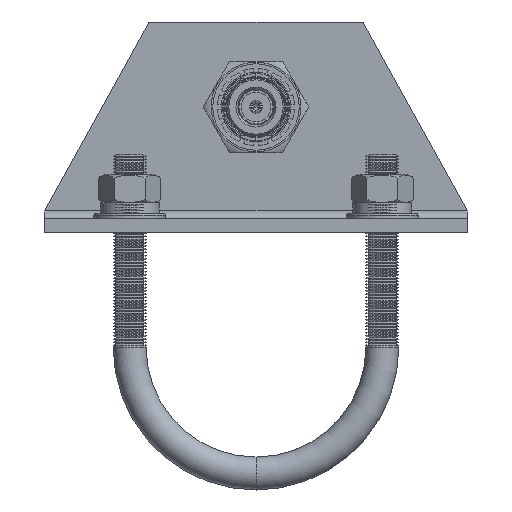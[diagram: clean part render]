
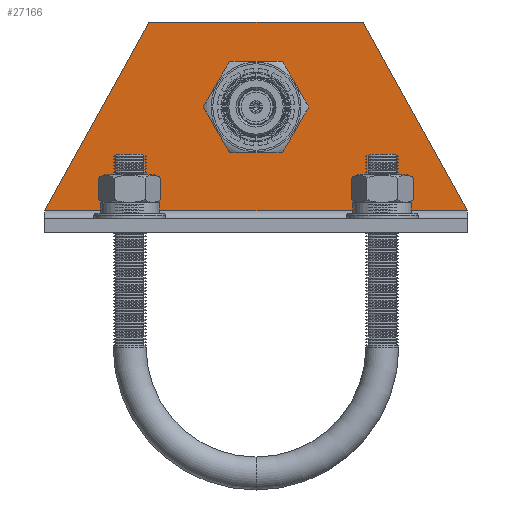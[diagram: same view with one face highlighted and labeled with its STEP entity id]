
A CAD part, front view. The second image highlights one B-rep face of the part: STEP entity #27166.
In plain terms, the highlighted face is planar.
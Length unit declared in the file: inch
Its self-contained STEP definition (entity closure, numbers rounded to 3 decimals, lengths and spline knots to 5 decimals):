
#3082 = CARTESIAN_POINT ( 'NONE',  ( -0.127, 1., -1.965 ) ) ;
#3165 = CARTESIAN_POINT ( 'NONE',  ( -0.127, 0., -0.848 ) ) ;
#6317 = AXIS2_PLACEMENT_3D ( 'NONE', #13715, #13713, #13712 ) ;
#6322 = AXIS2_PLACEMENT_3D ( 'NONE', #13759, #13758, #13757 ) ;
#13708 = DIRECTION ( 'NONE',  ( 0., 0.484, 0.875 ) ) ;
#13709 = DIRECTION ( 'NONE',  ( 0., -1., 0. ) ) ;
#13711 = CARTESIAN_POINT ( 'NONE',  ( -0.127, 1.975, -0.2 ) ) ;
#13712 = DIRECTION ( 'NONE',  ( 0., 0., -1. ) ) ;
#13713 = DIRECTION ( 'NONE',  ( -1., 0., 0. ) ) ;
#13715 = CARTESIAN_POINT ( 'NONE',  ( -0.127, 0., -1.1705 ) ) ;
#13716 = CARTESIAN_POINT ( 'NONE',  ( -0.127, 1., -1.965 ) ) ;
#13721 = DIRECTION ( 'NONE',  ( 0., -1., 0. ) ) ;
#13722 = CARTESIAN_POINT ( 'NONE',  ( -0.127, -1., -1.965 ) ) ;
#13723 = CARTESIAN_POINT ( 'NONE',  ( -0.127, 1.975, -1.965 ) ) ;
#13725 = DIRECTION ( 'NONE',  ( 0., 0.484, -0.875 ) ) ;
#13757 = DIRECTION ( 'NONE',  ( 0., 0., -1. ) ) ;
#13758 = DIRECTION ( 'NONE',  ( -1., 0., 0. ) ) ;
#13759 = CARTESIAN_POINT ( 'NONE',  ( -0.127, 0., -1.1705 ) ) ;
#16883 = FACE_BOUND ( 'NONE', #30537, .T. ) ;
#16884 = FACE_OUTER_BOUND ( 'NONE', #30442, .T. ) ;
#17275 = CARTESIAN_POINT ( 'NONE',  ( -0.127, -1.975, -0.2 ) ) ;
#17327 = CARTESIAN_POINT ( 'NONE',  ( -0.127, -1., -1.965 ) ) ;
#17359 = CARTESIAN_POINT ( 'NONE',  ( -0.127, 0., -1.493 ) ) ;
#18245 = PLANE ( 'NONE',  #31665 ) ;
#18253 = CARTESIAN_POINT ( 'NONE',  ( -0.127, 1.975, -1.965 ) ) ;
#18254 = DIRECTION ( 'NONE',  ( 1., 0., 0. ) ) ;
#18255 = DIRECTION ( 'NONE',  ( 0., 0., -1. ) ) ;
#18848 = VERTEX_POINT ( 'NONE', #20509 ) ;
#19693 = ORIENTED_EDGE ( 'NONE', *, *, #21578, .F. ) ;
#19699 = ORIENTED_EDGE ( 'NONE', *, *, #21597, .F. ) ;
#19701 = ORIENTED_EDGE ( 'NONE', *, *, #21594, .T. ) ;
#19703 = ORIENTED_EDGE ( 'NONE', *, *, #21596, .F. ) ;
#19707 = ORIENTED_EDGE ( 'NONE', *, *, #21598, .F. ) ;
#19709 = ORIENTED_EDGE ( 'NONE', *, *, #21599, .F. ) ;
#19856 = VERTEX_POINT ( 'NONE', #17275 ) ;
#19928 = VERTEX_POINT ( 'NONE', #17359 ) ;
#19946 = VERTEX_POINT ( 'NONE', #17327 ) ;
#20509 = CARTESIAN_POINT ( 'NONE',  ( -0.127, 1.975, -0.2 ) ) ;
#21578 = EDGE_CURVE ( 'NONE', #19928, #35878, #31866, .T. ) ;
#21594 = EDGE_CURVE ( 'NONE', #35608, #19946, #31891, .T. ) ;
#21596 = EDGE_CURVE ( 'NONE', #35878, #19928, #31895, .T. ) ;
#21597 = EDGE_CURVE ( 'NONE', #19856, #19946, #31897, .T. ) ;
#21598 = EDGE_CURVE ( 'NONE', #18848, #19856, #31898, .T. ) ;
#21599 = EDGE_CURVE ( 'NONE', #35608, #18848, #31893, .T. ) ;
#27166 = ADVANCED_FACE ( 'NONE', ( #16883, #16884 ), #18245, .F. ) ;
#30442 = EDGE_LOOP ( 'NONE', ( #19701, #19699, #19707, #19709 ) ) ;
#30537 = EDGE_LOOP ( 'NONE', ( #19693, #19703 ) ) ;
#31665 = AXIS2_PLACEMENT_3D ( 'NONE', #18253, #18254, #18255 ) ;
#31866 = CIRCLE ( 'NONE', #6322, 0.3225 ) ;
#31891 = LINE ( 'NONE', #13723, #31894 ) ;
#31893 = LINE ( 'NONE', #13716, #31903 ) ;
#31894 = VECTOR ( 'NONE', #13721, 39.37008 ) ;
#31895 = CIRCLE ( 'NONE', #6317, 0.3225 ) ;
#31897 = LINE ( 'NONE', #13722, #31899 ) ;
#31898 = LINE ( 'NONE', #13711, #31901 ) ;
#31899 = VECTOR ( 'NONE', #13725, 39.37008 ) ;
#31901 = VECTOR ( 'NONE', #13709, 39.37008 ) ;
#31903 = VECTOR ( 'NONE', #13708, 39.37008 ) ;
#35608 = VERTEX_POINT ( 'NONE', #3082 ) ;
#35878 = VERTEX_POINT ( 'NONE', #3165 ) ;
